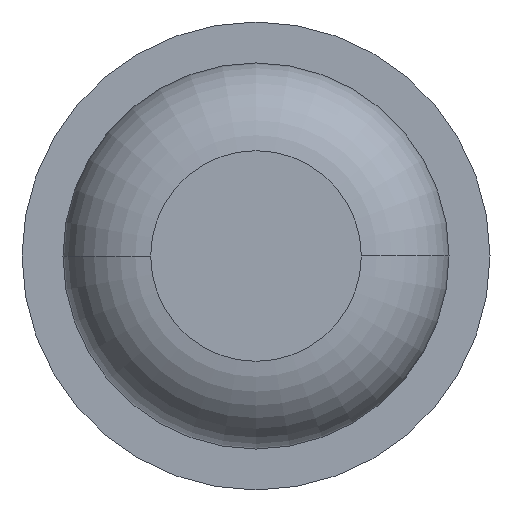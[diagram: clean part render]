
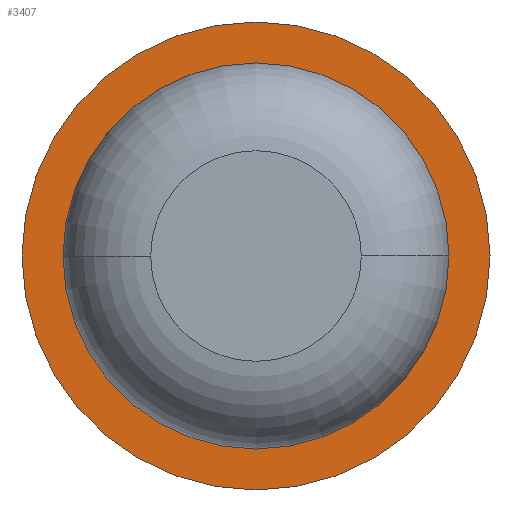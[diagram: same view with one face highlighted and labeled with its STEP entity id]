
A CAD part, front view. The second image highlights one B-rep face of the part: STEP entity #3407.
In plain terms, the highlighted planar face has unit normal (0, -1, 0).
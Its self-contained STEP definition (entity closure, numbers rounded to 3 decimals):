
#144 = CARTESIAN_POINT ( 'NONE',  ( 1., -6., 0. ) ) ;
#147 = AXIS2_PLACEMENT_3D ( 'NONE', #2596, #3650, #1140 ) ;
#214 = DIRECTION ( 'NONE',  ( 0., 1., 0. ) ) ;
#233 = ORIENTED_EDGE ( 'NONE', *, *, #543, .F. ) ;
#271 = VERTEX_POINT ( 'NONE', #144 ) ;
#485 = FACE_OUTER_BOUND ( 'NONE', #585, .T. ) ;
#532 = PLANE ( 'NONE',  #1658 ) ;
#543 = EDGE_CURVE ( 'Defeature ausgef�hrt1_8+Defeature ausgef�hrt1_7+Defeature ausgef�hrt1_7+Defeature ausgef�hrt1_7', #271, #4612, #3397, .T. ) ;
#584 = CARTESIAN_POINT ( 'NONE',  ( 0.825, -6., 0. ) ) ;
#585 = EDGE_LOOP ( 'NONE', ( #4280, #233 ) ) ;
#751 = CARTESIAN_POINT ( 'NONE',  ( -1., -6., 0. ) ) ;
#802 = CARTESIAN_POINT ( 'NONE',  ( 0., -6., 0. ) ) ;
#957 = DIRECTION ( 'NONE',  ( 0., 1., 0. ) ) ;
#1068 = EDGE_LOOP ( 'NONE', ( #1447, #2635 ) ) ;
#1140 = DIRECTION ( 'NONE',  ( -1., 0., 0. ) ) ;
#1143 = AXIS2_PLACEMENT_3D ( 'NONE', #2712, #957, #2755 ) ;
#1146 = DIRECTION ( 'NONE',  ( -1., 0., 0. ) ) ;
#1288 = DIRECTION ( 'NONE',  ( -1., 0., 0. ) ) ;
#1387 = EDGE_CURVE ( 'Defeature ausgef�hrt1_7+Defeature ausgef�hrt1_0+Defeature ausgef�hrt1_0+Defeature ausgef�hrt1_0', #2927, #1708, #4234, .T. ) ;
#1447 = ORIENTED_EDGE ( 'NONE', *, *, #1387, .T. ) ;
#1538 = DIRECTION ( 'NONE',  ( -1., 0., 0. ) ) ;
#1632 = FACE_BOUND ( 'NONE', #1068, .T. ) ;
#1658 = AXIS2_PLACEMENT_3D ( 'NONE', #584, #214, #1288 ) ;
#1708 = VERTEX_POINT ( 'NONE', #3938 ) ;
#1957 = CIRCLE ( 'NONE', #1143, 0.825 ) ;
#1981 = AXIS2_PLACEMENT_3D ( 'NONE', #3348, #4427, #1538 ) ;
#2028 = CIRCLE ( 'NONE', #1981, 1. ) ;
#2596 = CARTESIAN_POINT ( 'NONE',  ( 0., -6., 0. ) ) ;
#2633 = DIRECTION ( 'NONE',  ( 0., 1., 0. ) ) ;
#2635 = ORIENTED_EDGE ( 'NONE', *, *, #4338, .T. ) ;
#2712 = CARTESIAN_POINT ( 'NONE',  ( 0., -6., 0. ) ) ;
#2755 = DIRECTION ( 'NONE',  ( -1., 0., 0. ) ) ;
#2927 = VERTEX_POINT ( 'NONE', #3411 ) ;
#3122 = EDGE_CURVE ( 'Defeature ausgef�hrt1_8+Defeature ausgef�hrt1_7+Defeature ausgef�hrt1_7+Defeature ausgef�hrt1_7', #4612, #271, #2028, .T. ) ;
#3348 = CARTESIAN_POINT ( 'NONE',  ( 0., -6., 0. ) ) ;
#3397 = CIRCLE ( 'NONE', #147, 1. ) ;
#3407 = ADVANCED_FACE ( 'Defeature ausgef�hrt1_7', ( #485, #1632 ), #532, .F. ) ;
#3411 = CARTESIAN_POINT ( 'NONE',  ( -0.825, -6., 0. ) ) ;
#3650 = DIRECTION ( 'NONE',  ( 0., 1., 0. ) ) ;
#3938 = CARTESIAN_POINT ( 'NONE',  ( 0.825, -6., 0. ) ) ;
#4085 = AXIS2_PLACEMENT_3D ( 'NONE', #802, #2633, #1146 ) ;
#4234 = CIRCLE ( 'NONE', #4085, 0.825 ) ;
#4280 = ORIENTED_EDGE ( 'NONE', *, *, #3122, .F. ) ;
#4338 = EDGE_CURVE ( 'Defeature ausgef�hrt1_7+Defeature ausgef�hrt1_0+Defeature ausgef�hrt1_0+Defeature ausgef�hrt1_0', #1708, #2927, #1957, .T. ) ;
#4427 = DIRECTION ( 'NONE',  ( 0., 1., 0. ) ) ;
#4612 = VERTEX_POINT ( 'NONE', #751 ) ;
